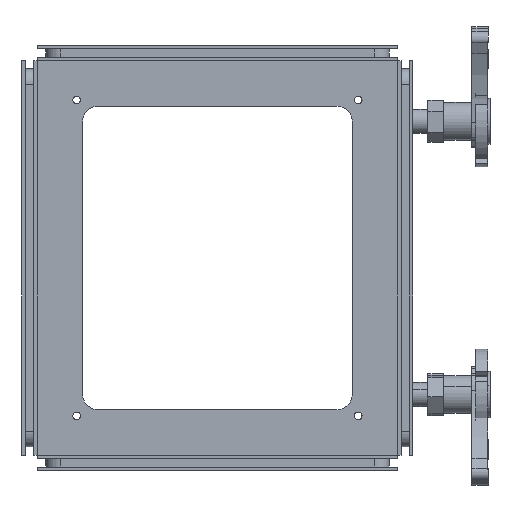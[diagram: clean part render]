
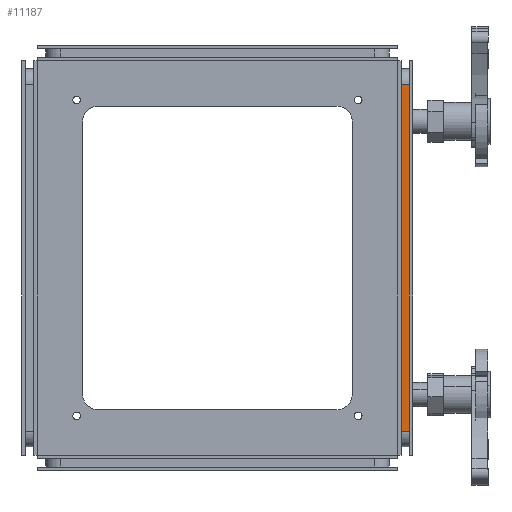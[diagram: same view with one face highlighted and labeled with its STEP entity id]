
A CAD part, left-side view. The second image highlights one B-rep face of the part: STEP entity #11187.
In plain terms, the highlighted face is planar.
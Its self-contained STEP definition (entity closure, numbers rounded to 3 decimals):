
#104 = CARTESIAN_POINT ( 'NONE',  ( 124.5, -194.5, -2.75 ) ) ;
#989 = ORIENTED_EDGE ( 'NONE', *, *, #12113, .T. ) ;
#1380 = VECTOR ( 'NONE', #12264, 1000. ) ;
#1579 = PLANE ( 'NONE',  #13552 ) ;
#1828 = LINE ( 'NONE', #10863, #1380 ) ;
#1878 = FACE_OUTER_BOUND ( 'NONE', #12610, .T. ) ;
#2115 = DIRECTION ( 'NONE',  ( 1., 0., 0. ) ) ;
#2130 = CARTESIAN_POINT ( 'NONE',  ( -114.5, -194.5, 2.75 ) ) ;
#2574 = ORIENTED_EDGE ( 'NONE', *, *, #13600, .T. ) ;
#2972 = VERTEX_POINT ( 'NONE', #2130 ) ;
#4272 = LINE ( 'NONE', #9570, #14918 ) ;
#4870 = VECTOR ( 'NONE', #2115, 1000. ) ;
#5386 = DIRECTION ( 'NONE',  ( 0., 0., -1. ) ) ;
#5939 = CARTESIAN_POINT ( 'NONE',  ( 114.5, -194.5, -2.75 ) ) ;
#6619 = EDGE_CURVE ( 'NONE', #2972, #14640, #4272, .T. ) ;
#7147 = DIRECTION ( 'NONE',  ( 0., -1., 0. ) ) ;
#7311 = CARTESIAN_POINT ( 'NONE',  ( 114.5, -194.5, 2.75 ) ) ;
#8872 = VERTEX_POINT ( 'NONE', #7311 ) ;
#9046 = DIRECTION ( 'NONE',  ( 1., 0., 0. ) ) ;
#9570 = CARTESIAN_POINT ( 'NONE',  ( -114.5, -194.5, -2.75 ) ) ;
#10070 = VECTOR ( 'NONE', #9046, 1000. ) ;
#10453 = CARTESIAN_POINT ( 'NONE',  ( 124.5, -194.5, -2.75 ) ) ;
#10863 = CARTESIAN_POINT ( 'NONE',  ( 114.5, -194.5, -2.75 ) ) ;
#11187 = ADVANCED_FACE ( 'NONE', ( #1878 ), #1579, .T. ) ;
#11400 = EDGE_CURVE ( 'NONE', #2972, #8872, #13585, .T. ) ;
#12113 = EDGE_CURVE ( 'NONE', #14640, #13898, #17464, .T. ) ;
#12264 = DIRECTION ( 'NONE',  ( 0., 0., 1. ) ) ;
#12610 = EDGE_LOOP ( 'NONE', ( #989, #2574, #14757, #14963 ) ) ;
#13552 = AXIS2_PLACEMENT_3D ( 'NONE', #104, #7147, #16868 ) ;
#13585 = LINE ( 'NONE', #17338, #4870 ) ;
#13600 = EDGE_CURVE ( 'NONE', #13898, #8872, #1828, .T. ) ;
#13898 = VERTEX_POINT ( 'NONE', #5939 ) ;
#14592 = CARTESIAN_POINT ( 'NONE',  ( -114.5, -194.5, -2.75 ) ) ;
#14640 = VERTEX_POINT ( 'NONE', #14592 ) ;
#14757 = ORIENTED_EDGE ( 'NONE', *, *, #11400, .F. ) ;
#14918 = VECTOR ( 'NONE', #5386, 1000. ) ;
#14963 = ORIENTED_EDGE ( 'NONE', *, *, #6619, .T. ) ;
#16868 = DIRECTION ( 'NONE',  ( 0., 0., -1. ) ) ;
#17338 = CARTESIAN_POINT ( 'NONE',  ( 124.5, -194.5, 2.75 ) ) ;
#17464 = LINE ( 'NONE', #10453, #10070 ) ;
